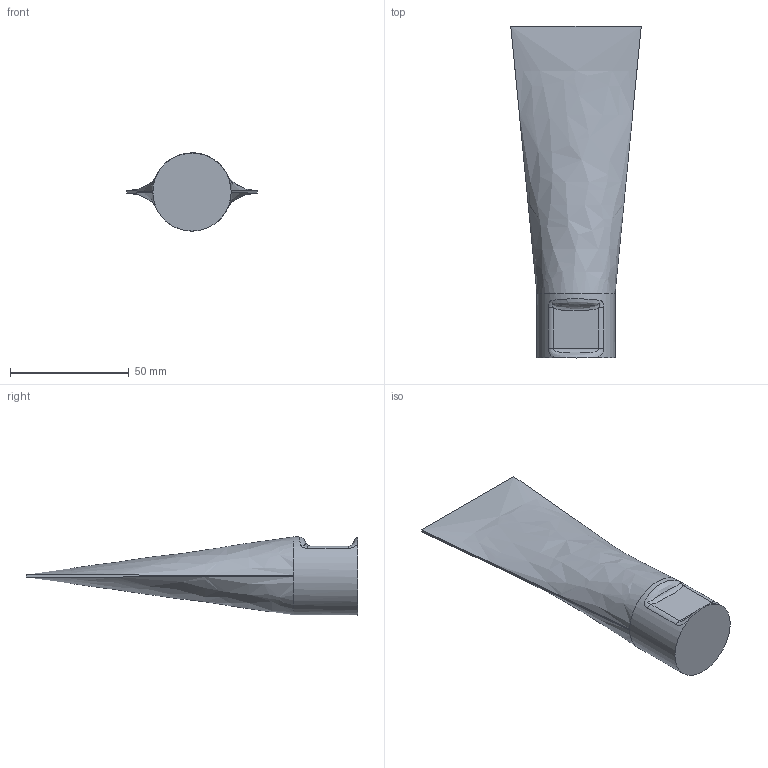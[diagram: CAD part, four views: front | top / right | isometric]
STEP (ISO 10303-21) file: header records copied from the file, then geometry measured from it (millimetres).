
FILE_DESCRIPTION(/* description */ (''),/* implementation_level */ '2;1');
FILE_NAME(/* name */ 'Crema.stp',/* time_stamp */ '2023-12-04T19:24:01-05:00',/* author */ ('Juan_Daleman'),/* organization */ (''),/* preprocessor_version */ 'ST-DEVELOPER v19.2',/* originating_system */ 'Autodesk Inventor 2024',/* authorisation */ '');
FILE_SCHEMA (('AUTOMOTIVE_DESIGN { 1 0 10303 214 3 1 1 }'));
Length unit declared in the file: millimetre
Products named in the file (1): Crema
Bounding box: 55 x 140 x 32.99 mm (x, y, z)
Volume: 78871.9 mm3; surface area: 15191.3 mm2
Topology: 1 solids, 1 shells, 14 faces, 40 edges, 33 vertices
Faces by surface type: bspline 7, cylinder 4, plane 3
Full cylindrical faces by diameter (mm): 33 x1
Entity records: 1044 total; most frequent: CARTESIAN_POINT 644, ORIENTED_EDGE 72, DIRECTION 60, EDGE_CURVE 36, VERTEX_POINT 24, AXIS2_PLACEMENT_3D 23, CIRCLE 15, FACE_OUTER_BOUND 14
